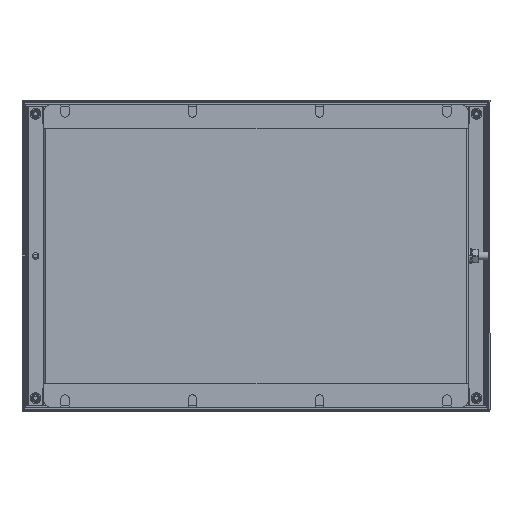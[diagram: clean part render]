
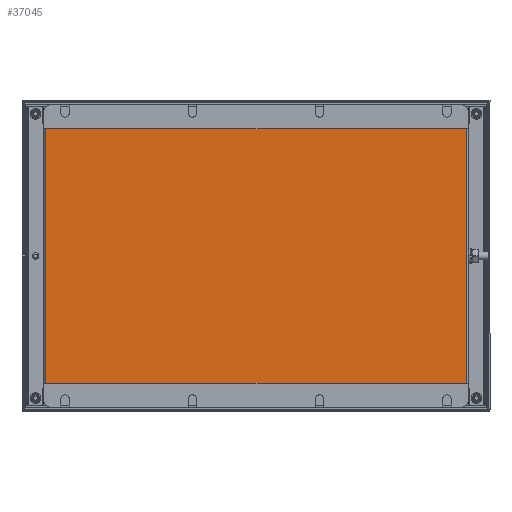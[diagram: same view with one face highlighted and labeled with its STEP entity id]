
A CAD part, front view. The second image highlights one B-rep face of the part: STEP entity #37045.
In plain terms, the highlighted planar face has unit normal (0, -1, 0).
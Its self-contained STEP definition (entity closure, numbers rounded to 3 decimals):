
#1114 = LINE ( 'NONE', #25285, #18935 ) ;
#1630 = VERTEX_POINT ( 'NONE', #18381 ) ;
#2261 = VERTEX_POINT ( 'NONE', #13417 ) ;
#2440 = VERTEX_POINT ( 'NONE', #29183 ) ;
#2451 = VECTOR ( 'NONE', #42978, 1000. ) ;
#4111 = CARTESIAN_POINT ( 'NONE',  ( 0., 0., -99.5 ) ) ;
#5106 = EDGE_CURVE ( 'NONE', #55606, #14652, #62021, .T. ) ;
#5946 = DIRECTION ( 'NONE',  ( 1., 0., 0. ) ) ;
#6601 = CARTESIAN_POINT ( 'NONE',  ( 0., 0., 99.5 ) ) ;
#9877 = EDGE_CURVE ( 'NONE', #51559, #2440, #1114, .T. ) ;
#12528 = ORIENTED_EDGE ( 'NONE', *, *, #51729, .T. ) ;
#13417 = CARTESIAN_POINT ( 'NONE',  ( 158.4, 0., -99.5 ) ) ;
#14652 = VERTEX_POINT ( 'NONE', #19733 ) ;
#16791 = LINE ( 'NONE', #4111, #34701 ) ;
#16913 = DIRECTION ( 'NONE',  ( 0., 1., 0. ) ) ;
#18298 = CARTESIAN_POINT ( 'NONE',  ( 158.5, 0., -99.5 ) ) ;
#18381 = CARTESIAN_POINT ( 'NONE',  ( 158.4, 0., 99.5 ) ) ;
#18928 = LINE ( 'NONE', #26069, #72648 ) ;
#18935 = VECTOR ( 'NONE', #68365, 1000. ) ;
#19733 = CARTESIAN_POINT ( 'NONE',  ( -158.4, 0., -99.5 ) ) ;
#22339 = DIRECTION ( 'NONE',  ( 1., 0., 0. ) ) ;
#24880 = DIRECTION ( 'NONE',  ( 0., 0., -1. ) ) ;
#25278 = LINE ( 'NONE', #67195, #28928 ) ;
#25279 = VERTEX_POINT ( 'NONE', #29751 ) ;
#25285 = CARTESIAN_POINT ( 'NONE',  ( -160., 0., 99.5 ) ) ;
#26069 = CARTESIAN_POINT ( 'NONE',  ( -160., 0., -99.5 ) ) ;
#28928 = VECTOR ( 'NONE', #24880, 1000. ) ;
#29183 = CARTESIAN_POINT ( 'NONE',  ( -158.4, 0., 99.5 ) ) ;
#29751 = CARTESIAN_POINT ( 'NONE',  ( 158.5, 0., 99.5 ) ) ;
#31605 = DIRECTION ( 'NONE',  ( 1., 0., 0. ) ) ;
#33456 = CARTESIAN_POINT ( 'NONE',  ( 158.5, 0., -99.5 ) ) ;
#34701 = VECTOR ( 'NONE', #22339, 1000. ) ;
#36097 = LINE ( 'NONE', #18298, #71557 ) ;
#37045 = ADVANCED_FACE ( 'NONE', ( #73950 ), #68015, .F. ) ;
#37135 = VERTEX_POINT ( 'NONE', #33456 ) ;
#37438 = LINE ( 'NONE', #6601, #2451 ) ;
#39764 = EDGE_CURVE ( 'NONE', #2261, #37135, #16791, .T. ) ;
#40544 = AXIS2_PLACEMENT_3D ( 'NONE', #76644, #16913, #70731 ) ;
#42639 = ORIENTED_EDGE ( 'NONE', *, *, #9877, .F. ) ;
#42978 = DIRECTION ( 'NONE',  ( -1., 0., 0. ) ) ;
#45711 = VECTOR ( 'NONE', #60387, 1000. ) ;
#47437 = EDGE_LOOP ( 'NONE', ( #50625, #72726, #64188, #42639, #12528, #73721, #58238, #54321 ) ) ;
#50625 = ORIENTED_EDGE ( 'NONE', *, *, #70426, .T. ) ;
#51460 = VECTOR ( 'NONE', #5946, 1000. ) ;
#51559 = VERTEX_POINT ( 'NONE', #54161 ) ;
#51729 = EDGE_CURVE ( 'NONE', #51559, #55606, #25278, .T. ) ;
#53289 = CARTESIAN_POINT ( 'NONE',  ( -160., 0., 99.5 ) ) ;
#54161 = CARTESIAN_POINT ( 'NONE',  ( -158.5, 0., 99.5 ) ) ;
#54321 = ORIENTED_EDGE ( 'NONE', *, *, #39764, .T. ) ;
#55438 = EDGE_CURVE ( 'NONE', #2440, #1630, #59988, .T. ) ;
#55606 = VERTEX_POINT ( 'NONE', #65829 ) ;
#58238 = ORIENTED_EDGE ( 'NONE', *, *, #69526, .T. ) ;
#59720 = EDGE_CURVE ( 'NONE', #25279, #1630, #37438, .T. ) ;
#59988 = LINE ( 'NONE', #53289, #45711 ) ;
#60387 = DIRECTION ( 'NONE',  ( 1., 0., 0. ) ) ;
#62021 = LINE ( 'NONE', #74275, #51460 ) ;
#64188 = ORIENTED_EDGE ( 'NONE', *, *, #55438, .F. ) ;
#65829 = CARTESIAN_POINT ( 'NONE',  ( -158.5, 0., -99.5 ) ) ;
#66929 = DIRECTION ( 'NONE',  ( 0., 0., 1. ) ) ;
#67195 = CARTESIAN_POINT ( 'NONE',  ( -158.5, 0., 99.5 ) ) ;
#68015 = PLANE ( 'NONE',  #40544 ) ;
#68365 = DIRECTION ( 'NONE',  ( 1., 0., 0. ) ) ;
#69526 = EDGE_CURVE ( 'NONE', #14652, #2261, #18928, .T. ) ;
#70426 = EDGE_CURVE ( 'NONE', #37135, #25279, #36097, .T. ) ;
#70731 = DIRECTION ( 'NONE',  ( 0., 0., -1. ) ) ;
#71557 = VECTOR ( 'NONE', #66929, 1000. ) ;
#72648 = VECTOR ( 'NONE', #31605, 1000. ) ;
#72726 = ORIENTED_EDGE ( 'NONE', *, *, #59720, .T. ) ;
#73721 = ORIENTED_EDGE ( 'NONE', *, *, #5106, .T. ) ;
#73950 = FACE_OUTER_BOUND ( 'NONE', #47437, .T. ) ;
#74275 = CARTESIAN_POINT ( 'NONE',  ( -160., 0., -99.5 ) ) ;
#76644 = CARTESIAN_POINT ( 'NONE',  ( -160., 0., 101. ) ) ;
